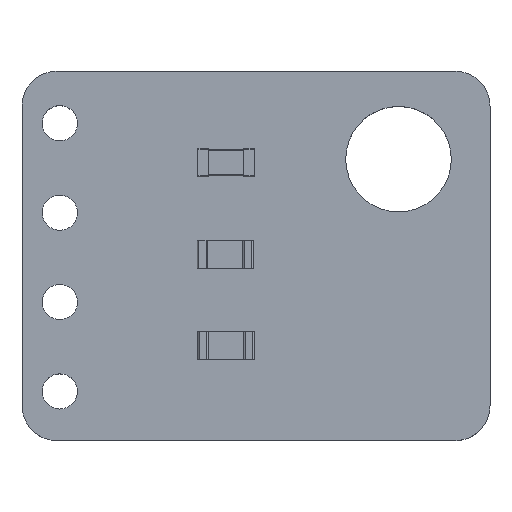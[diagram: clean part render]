
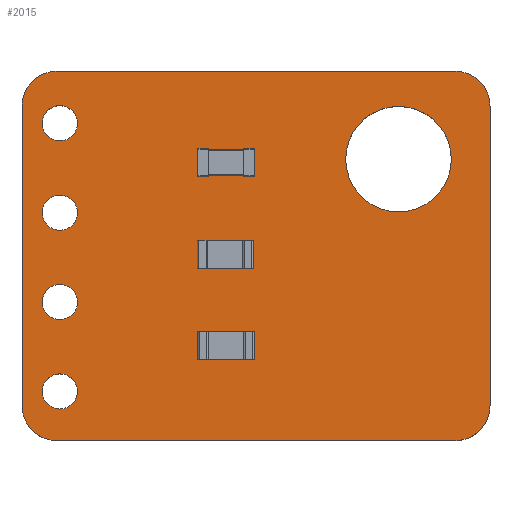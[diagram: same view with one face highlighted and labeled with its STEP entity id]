
A CAD part, top view. The second image highlights one B-rep face of the part: STEP entity #2015.
In plain terms, the highlighted planar face has unit normal (0, 0, 1).
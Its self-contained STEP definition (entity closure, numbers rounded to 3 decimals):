
#1787 = VERTEX_POINT('',#1788);
#1788 = CARTESIAN_POINT('',(102.3,-59.,1.6));
#1794 = EDGE_CURVE('',#1787,#1795,#1797,.T.);
#1795 = VERTEX_POINT('',#1796);
#1796 = CARTESIAN_POINT('',(103.298,-59.902,1.6));
#1797 = CIRCLE('',#1798,0.998);
#1798 = AXIS2_PLACEMENT_3D('',#1799,#1800,#1801);
#1799 = CARTESIAN_POINT('',(102.304,-59.998,1.6));
#1800 = DIRECTION('',(0.,0.,-1.));
#1801 = DIRECTION('',(-0.004,1.,0.));
#1829 = VERTEX_POINT('',#1830);
#1830 = CARTESIAN_POINT('',(91.,-59.,1.6));
#1836 = EDGE_CURVE('',#1829,#1787,#1837,.T.);
#1837 = LINE('',#1838,#1839);
#1838 = CARTESIAN_POINT('',(91.,-59.,1.6));
#1839 = VECTOR('',#1840,1.);
#1840 = DIRECTION('',(1.,0.,0.));
#1858 = EDGE_CURVE('',#1795,#1859,#1861,.T.);
#1859 = VERTEX_POINT('',#1860);
#1860 = CARTESIAN_POINT('',(103.3,-60.,1.6));
#1861 = LINE('',#1862,#1863);
#1862 = CARTESIAN_POINT('',(103.298,-59.902,1.6));
#1863 = VECTOR('',#1864,1.);
#1864 = DIRECTION('',(0.024,-1.,0.));
#2015 = ADVANCED_FACE('',(#2016,#2086,#2097,#2108,#2119,#2130),#2141,.T.
  );
#2016 = FACE_BOUND('',#2017,.T.);
#2017 = EDGE_LOOP('',(#2018,#2019,#2020,#2028,#2037,#2045,#2054,#2062,
    #2070,#2079,#2085));
#2018 = ORIENTED_EDGE('',*,*,#1794,.F.);
#2019 = ORIENTED_EDGE('',*,*,#1836,.F.);
#2020 = ORIENTED_EDGE('',*,*,#2021,.F.);
#2021 = EDGE_CURVE('',#2022,#1829,#2024,.T.);
#2022 = VERTEX_POINT('',#2023);
#2023 = CARTESIAN_POINT('',(90.902,-59.002,1.6));
#2024 = LINE('',#2025,#2026);
#2025 = CARTESIAN_POINT('',(90.902,-59.002,1.6));
#2026 = VECTOR('',#2027,1.);
#2027 = DIRECTION('',(1.,0.024,0.));
#2028 = ORIENTED_EDGE('',*,*,#2029,.F.);
#2029 = EDGE_CURVE('',#2030,#2022,#2032,.T.);
#2030 = VERTEX_POINT('',#2031);
#2031 = CARTESIAN_POINT('',(90.,-60.,1.6));
#2032 = CIRCLE('',#2033,0.998);
#2033 = AXIS2_PLACEMENT_3D('',#2034,#2035,#2036);
#2034 = CARTESIAN_POINT('',(90.998,-59.996,1.6));
#2035 = DIRECTION('',(0.,0.,-1.));
#2036 = DIRECTION('',(-1.,-0.004,-0.));
#2037 = ORIENTED_EDGE('',*,*,#2038,.F.);
#2038 = EDGE_CURVE('',#2039,#2030,#2041,.T.);
#2039 = VERTEX_POINT('',#2040);
#2040 = CARTESIAN_POINT('',(90.,-68.5,1.6));
#2041 = LINE('',#2042,#2043);
#2042 = CARTESIAN_POINT('',(90.,-68.5,1.6));
#2043 = VECTOR('',#2044,1.);
#2044 = DIRECTION('',(0.,1.,0.));
#2045 = ORIENTED_EDGE('',*,*,#2046,.F.);
#2046 = EDGE_CURVE('',#2047,#2039,#2049,.T.);
#2047 = VERTEX_POINT('',#2048);
#2048 = CARTESIAN_POINT('',(91.,-69.5,1.6));
#2049 = CIRCLE('',#2050,1.);
#2050 = AXIS2_PLACEMENT_3D('',#2051,#2052,#2053);
#2051 = CARTESIAN_POINT('',(91.,-68.5,1.6));
#2052 = DIRECTION('',(0.,0.,-1.));
#2053 = DIRECTION('',(0.,-1.,0.));
#2054 = ORIENTED_EDGE('',*,*,#2055,.F.);
#2055 = EDGE_CURVE('',#2056,#2047,#2058,.T.);
#2056 = VERTEX_POINT('',#2057);
#2057 = CARTESIAN_POINT('',(102.3,-69.5,1.6));
#2058 = LINE('',#2059,#2060);
#2059 = CARTESIAN_POINT('',(102.3,-69.5,1.6));
#2060 = VECTOR('',#2061,1.);
#2061 = DIRECTION('',(-1.,0.,0.));
#2062 = ORIENTED_EDGE('',*,*,#2063,.F.);
#2063 = EDGE_CURVE('',#2064,#2056,#2066,.T.);
#2064 = VERTEX_POINT('',#2065);
#2065 = CARTESIAN_POINT('',(102.398,-69.498,1.6));
#2066 = LINE('',#2067,#2068);
#2067 = CARTESIAN_POINT('',(102.398,-69.498,1.6));
#2068 = VECTOR('',#2069,1.);
#2069 = DIRECTION('',(-1.,-0.024,0.));
#2070 = ORIENTED_EDGE('',*,*,#2071,.F.);
#2071 = EDGE_CURVE('',#2072,#2064,#2074,.T.);
#2072 = VERTEX_POINT('',#2073);
#2073 = CARTESIAN_POINT('',(103.3,-68.5,1.6));
#2074 = CIRCLE('',#2075,0.998);
#2075 = AXIS2_PLACEMENT_3D('',#2076,#2077,#2078);
#2076 = CARTESIAN_POINT('',(102.302,-68.504,1.6));
#2077 = DIRECTION('',(0.,0.,-1.));
#2078 = DIRECTION('',(1.,0.004,0.));
#2079 = ORIENTED_EDGE('',*,*,#2080,.F.);
#2080 = EDGE_CURVE('',#1859,#2072,#2081,.T.);
#2081 = LINE('',#2082,#2083);
#2082 = CARTESIAN_POINT('',(103.3,-60.,1.6));
#2083 = VECTOR('',#2084,1.);
#2084 = DIRECTION('',(0.,-1.,0.));
#2085 = ORIENTED_EDGE('',*,*,#1858,.F.);
#2086 = FACE_BOUND('',#2087,.T.);
#2087 = EDGE_LOOP('',(#2088));
#2088 = ORIENTED_EDGE('',*,*,#2089,.T.);
#2089 = EDGE_CURVE('',#2090,#2090,#2092,.T.);
#2090 = VERTEX_POINT('',#2091);
#2091 = CARTESIAN_POINT('',(91.075,-68.6,1.6));
#2092 = CIRCLE('',#2093,0.5);
#2093 = AXIS2_PLACEMENT_3D('',#2094,#2095,#2096);
#2094 = CARTESIAN_POINT('',(91.075,-68.1,1.6));
#2095 = DIRECTION('',(-0.,0.,-1.));
#2096 = DIRECTION('',(-0.,-1.,0.));
#2097 = FACE_BOUND('',#2098,.T.);
#2098 = EDGE_LOOP('',(#2099));
#2099 = ORIENTED_EDGE('',*,*,#2100,.T.);
#2100 = EDGE_CURVE('',#2101,#2101,#2103,.T.);
#2101 = VERTEX_POINT('',#2102);
#2102 = CARTESIAN_POINT('',(91.075,-66.06,1.6));
#2103 = CIRCLE('',#2104,0.5);
#2104 = AXIS2_PLACEMENT_3D('',#2105,#2106,#2107);
#2105 = CARTESIAN_POINT('',(91.075,-65.56,1.6));
#2106 = DIRECTION('',(-0.,0.,-1.));
#2107 = DIRECTION('',(-0.,-1.,0.));
#2108 = FACE_BOUND('',#2109,.T.);
#2109 = EDGE_LOOP('',(#2110));
#2110 = ORIENTED_EDGE('',*,*,#2111,.T.);
#2111 = EDGE_CURVE('',#2112,#2112,#2114,.T.);
#2112 = VERTEX_POINT('',#2113);
#2113 = CARTESIAN_POINT('',(91.075,-63.52,1.6));
#2114 = CIRCLE('',#2115,0.5);
#2115 = AXIS2_PLACEMENT_3D('',#2116,#2117,#2118);
#2116 = CARTESIAN_POINT('',(91.075,-63.02,1.6));
#2117 = DIRECTION('',(-0.,0.,-1.));
#2118 = DIRECTION('',(-0.,-1.,0.));
#2119 = FACE_BOUND('',#2120,.T.);
#2120 = EDGE_LOOP('',(#2121));
#2121 = ORIENTED_EDGE('',*,*,#2122,.T.);
#2122 = EDGE_CURVE('',#2123,#2123,#2125,.T.);
#2123 = VERTEX_POINT('',#2124);
#2124 = CARTESIAN_POINT('',(91.075,-60.98,1.6));
#2125 = CIRCLE('',#2126,0.5);
#2126 = AXIS2_PLACEMENT_3D('',#2127,#2128,#2129);
#2127 = CARTESIAN_POINT('',(91.075,-60.48,1.6));
#2128 = DIRECTION('',(-0.,0.,-1.));
#2129 = DIRECTION('',(-0.,-1.,0.));
#2130 = FACE_BOUND('',#2131,.T.);
#2131 = EDGE_LOOP('',(#2132));
#2132 = ORIENTED_EDGE('',*,*,#2133,.F.);
#2133 = EDGE_CURVE('',#2134,#2134,#2136,.T.);
#2134 = VERTEX_POINT('',#2135);
#2135 = CARTESIAN_POINT('',(102.2,-61.5,1.6));
#2136 = CIRCLE('',#2137,1.5);
#2137 = AXIS2_PLACEMENT_3D('',#2138,#2139,#2140);
#2138 = CARTESIAN_POINT('',(100.7,-61.5,1.6));
#2139 = DIRECTION('',(0.,0.,1.));
#2140 = DIRECTION('',(1.,0.,-0.));
#2141 = PLANE('',#2142);
#2142 = AXIS2_PLACEMENT_3D('',#2143,#2144,#2145);
#2143 = CARTESIAN_POINT('',(0.,0.,1.6));
#2144 = DIRECTION('',(0.,0.,1.));
#2145 = DIRECTION('',(1.,0.,-0.));
